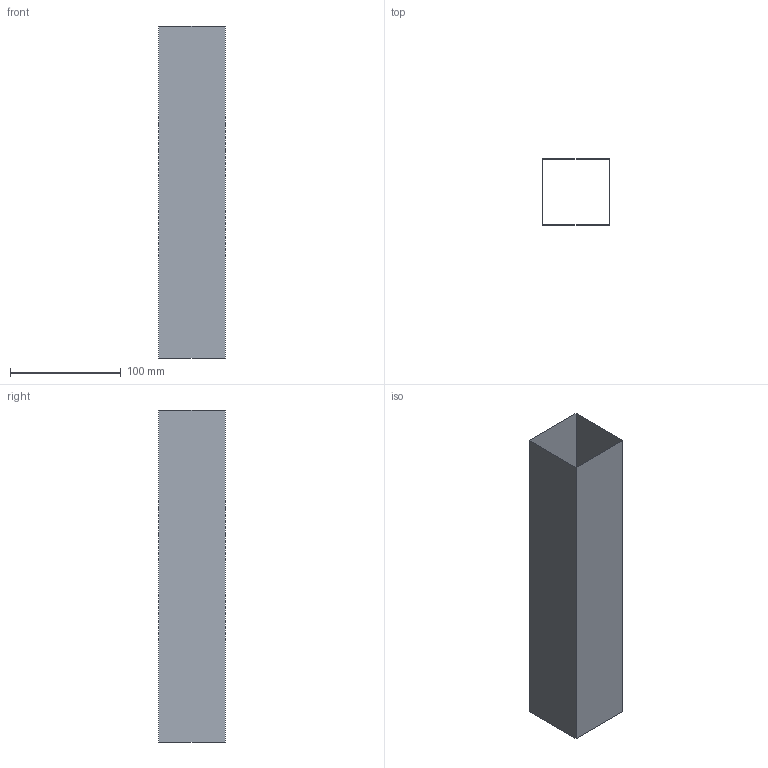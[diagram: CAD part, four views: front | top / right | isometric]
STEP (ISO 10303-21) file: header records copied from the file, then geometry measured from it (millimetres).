
FILE_DESCRIPTION(('CATIA V5 STEP Exchange'),'2;1');
FILE_NAME('Part3.stp','2024-09-06T09:56:03+00:00',('none'),('none'),'CATIA Version 5-6 Release 2016','CATIA V5 STEP AP203','none');
FILE_SCHEMA(('CONFIG_CONTROL_DESIGN'));
Length unit declared in the file: millimetre
Products named in the file (1): Part3
Bounding box: 60 x 60 x 300 mm (x, y, z)
Surface area: 72000 mm2 (no closed solid volume)
Topology: 0 solids, 4 shells, 4 faces, 16 edges, 16 vertices
Faces by surface type: bspline 4
Entity records: 199 total; most frequent: CARTESIAN_POINT 65, ORIENTED_EDGE 16, B_SPLINE_CURVE_WITH_KNOTS 16, EDGE_CURVE 16, VERTEX_POINT 16, OPEN_SHELL 4, SHELL_BASED_SURFACE_MODEL 4, ADVANCED_FACE 4
